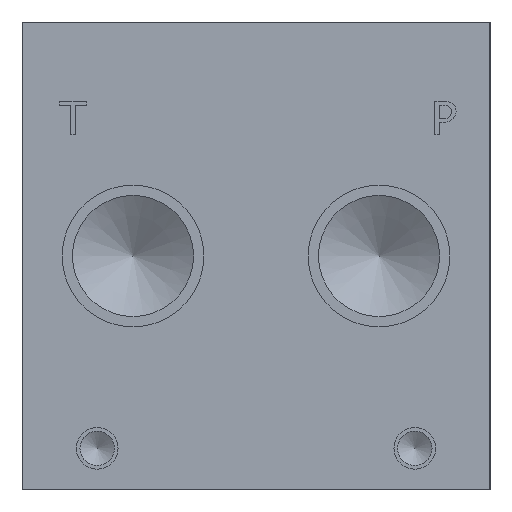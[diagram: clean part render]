
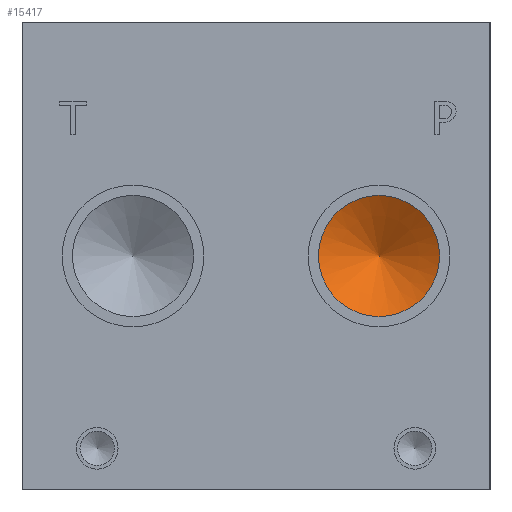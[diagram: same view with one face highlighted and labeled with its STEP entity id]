
A CAD part, left-side view. The second image highlights one B-rep face of the part: STEP entity #15417.
In plain terms, the highlighted conical face has half-angle 60 degrees and reference radius 5.753 mm.
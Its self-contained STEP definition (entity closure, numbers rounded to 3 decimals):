
#103=CONICAL_SURFACE('',#16114,5.753,1.047);
#396=CIRCLE('',#16115,11.506);
#397=CIRCLE('',#16116,11.506);
#1784=FACE_OUTER_BOUND('',#2666,.T.);
#2666=EDGE_LOOP('',(#12953,#12954,#12955,#12956));
#4225=LINE('',#25803,#5696);
#5696=VECTOR('',#18929,5.753);
#7020=VERTEX_POINT('',#25799);
#7021=VERTEX_POINT('',#25800);
#7022=VERTEX_POINT('',#25802);
#9080=EDGE_CURVE('',#7020,#7021,#396,.T.);
#9081=EDGE_CURVE('',#7021,#7022,#4225,.T.);
#9082=EDGE_CURVE('',#7021,#7020,#397,.T.);
#12953=ORIENTED_EDGE('',*,*,#9080,.T.);
#12954=ORIENTED_EDGE('',*,*,#9081,.T.);
#12955=ORIENTED_EDGE('',*,*,#9081,.F.);
#12956=ORIENTED_EDGE('',*,*,#9082,.T.);
#15417=ADVANCED_FACE('',(#1784),#103,.F.);
#16114=AXIS2_PLACEMENT_3D('',#25798,#18925,#18926);
#16115=AXIS2_PLACEMENT_3D('',#25801,#18927,#18928);
#16116=AXIS2_PLACEMENT_3D('',#25804,#18930,#18931);
#18925=DIRECTION('center_axis',(-1.,0.,0.));
#18926=DIRECTION('ref_axis',(0.,1.,0.));
#18927=DIRECTION('center_axis',(-1.,0.,0.));
#18928=DIRECTION('ref_axis',(0.,1.,0.));
#18929=DIRECTION('',(0.5,0.866,0.));
#18930=DIRECTION('center_axis',(-1.,0.,0.));
#18931=DIRECTION('ref_axis',(0.,1.,0.));
#25798=CARTESIAN_POINT('Origin',(19.835,21.082,44.45));
#25799=CARTESIAN_POINT('',(16.514,32.588,44.45));
#25800=CARTESIAN_POINT('',(16.514,9.576,44.45));
#25801=CARTESIAN_POINT('Origin',(16.514,21.082,44.45));
#25802=CARTESIAN_POINT('',(23.157,21.082,44.45));
#25803=CARTESIAN_POINT('',(19.835,15.329,44.45));
#25804=CARTESIAN_POINT('Origin',(16.514,21.082,44.45));
